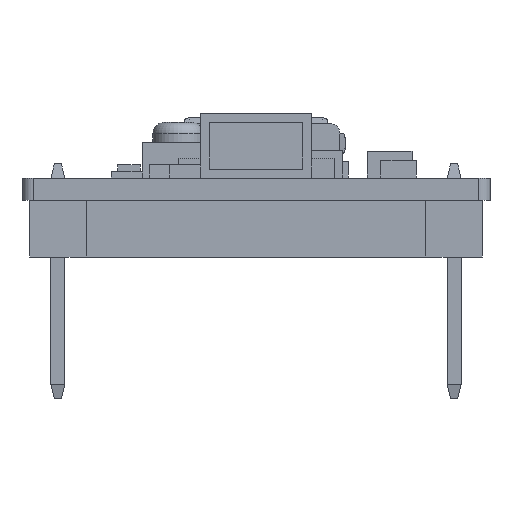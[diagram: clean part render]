
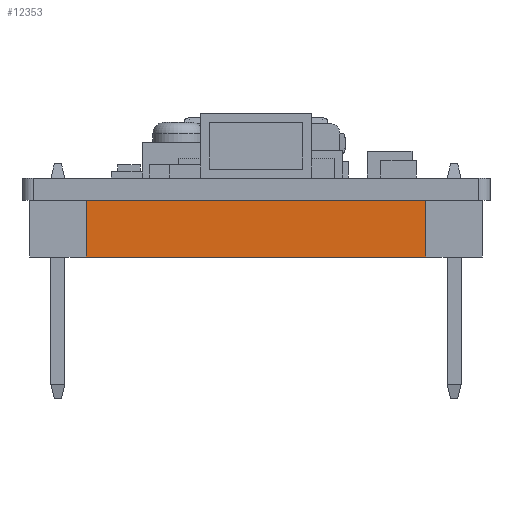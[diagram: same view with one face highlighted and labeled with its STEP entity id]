
A CAD part, front view. The second image highlights one B-rep face of the part: STEP entity #12353.
In plain terms, the highlighted planar face has unit normal (0, -1, 0).
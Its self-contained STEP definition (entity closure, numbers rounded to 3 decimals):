
#10651 = VERTEX_POINT('',#10652);
#10652 = CARTESIAN_POINT('',(7.62,-20.066,0.));
#10658 = EDGE_CURVE('',#10651,#10659,#10661,.T.);
#10659 = VERTEX_POINT('',#10660);
#10660 = CARTESIAN_POINT('',(-7.62,-20.066,0.));
#10661 = LINE('',#10662,#10663);
#10662 = CARTESIAN_POINT('',(7.62,-20.066,0.));
#10663 = VECTOR('',#10664,1.);
#10664 = DIRECTION('',(-1.,0.,0.));
#12311 = VERTEX_POINT('',#12312);
#12312 = CARTESIAN_POINT('',(-7.62,-20.066,2.54));
#12318 = EDGE_CURVE('',#10659,#12311,#12319,.T.);
#12319 = LINE('',#12320,#12321);
#12320 = CARTESIAN_POINT('',(-7.62,-20.066,0.));
#12321 = VECTOR('',#12322,1.);
#12322 = DIRECTION('',(0.,0.,1.));
#12353 = ADVANCED_FACE('',(#12354),#12372,.T.);
#12354 = FACE_BOUND('',#12355,.T.);
#12355 = EDGE_LOOP('',(#12356,#12357,#12358,#12366));
#12356 = ORIENTED_EDGE('',*,*,#12318,.F.);
#12357 = ORIENTED_EDGE('',*,*,#10658,.F.);
#12358 = ORIENTED_EDGE('',*,*,#12359,.T.);
#12359 = EDGE_CURVE('',#10651,#12360,#12362,.T.);
#12360 = VERTEX_POINT('',#12361);
#12361 = CARTESIAN_POINT('',(7.62,-20.066,2.54));
#12362 = LINE('',#12363,#12364);
#12363 = CARTESIAN_POINT('',(7.62,-20.066,0.));
#12364 = VECTOR('',#12365,1.);
#12365 = DIRECTION('',(0.,0.,1.));
#12366 = ORIENTED_EDGE('',*,*,#12367,.F.);
#12367 = EDGE_CURVE('',#12311,#12360,#12368,.T.);
#12368 = LINE('',#12369,#12370);
#12369 = CARTESIAN_POINT('',(-7.62,-20.066,2.54));
#12370 = VECTOR('',#12371,1.);
#12371 = DIRECTION('',(1.,0.,0.));
#12372 = PLANE('',#12373);
#12373 = AXIS2_PLACEMENT_3D('',#12374,#12375,#12376);
#12374 = CARTESIAN_POINT('',(0.,-20.066,1.27));
#12375 = DIRECTION('',(-0.,-1.,-0.));
#12376 = DIRECTION('',(0.,0.,-1.));
